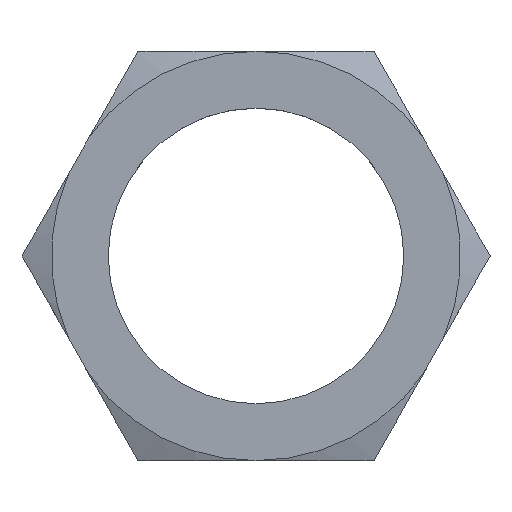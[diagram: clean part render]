
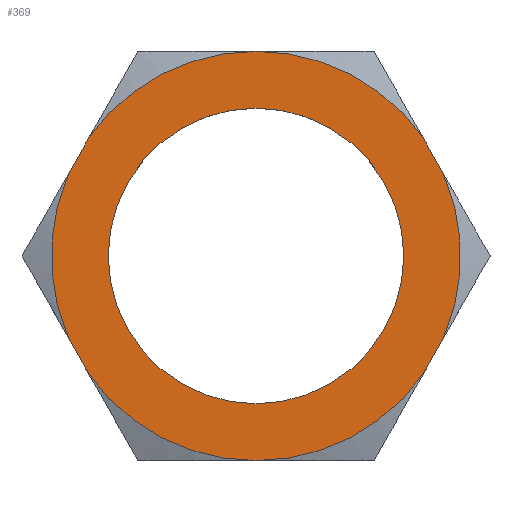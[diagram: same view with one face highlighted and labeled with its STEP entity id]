
A CAD part, top view. The second image highlights one B-rep face of the part: STEP entity #369.
In plain terms, the highlighted planar face has unit normal (0, 0, 1).
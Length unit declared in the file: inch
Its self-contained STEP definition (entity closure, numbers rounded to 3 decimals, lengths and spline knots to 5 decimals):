
#15=LINE($,#540,#29);
#18=LINE($,#562,#32);
#23=LINE($,#592,#37);
#26=LINE($,#629,#40);
#29=VECTOR($,#428,0.05483);
#32=VECTOR($,#433,0.05483);
#37=VECTOR($,#440,0.05483);
#40=VECTOR($,#447,0.05483);
#72=PLANE($,#409);
#78=FACE_BOUND($,#124,.T.);
#79=FACE_BOUND($,#125,.T.);
#124=EDGE_LOOP($,(#324));
#125=EDGE_LOOP($,(#325,#326,#327,#328,#329,#330,#331,#332,#333,#334));
#128=CIRCLE($,#377,0.19894);
#135=CIRCLE($,#397,0.2755);
#136=CIRCLE($,#399,0.2755);
#137=CIRCLE($,#401,0.2755);
#138=CIRCLE($,#403,0.2755);
#139=CIRCLE($,#405,0.2755);
#140=CIRCLE($,#407,0.2755);
#143=VERTEX_POINT($,#507);
#147=VERTEX_POINT($,#517);
#151=VERTEX_POINT($,#535);
#152=VERTEX_POINT($,#539);
#157=VERTEX_POINT($,#557);
#158=VERTEX_POINT($,#561);
#166=VERTEX_POINT($,#587);
#167=VERTEX_POINT($,#591);
#170=VERTEX_POINT($,#605);
#174=VERTEX_POINT($,#624);
#175=VERTEX_POINT($,#628);
#178=EDGE_CURVE($,#143,#143,#128,.T.);
#187=EDGE_CURVE($,#152,#151,#15,.T.);
#194=EDGE_CURVE($,#158,#157,#18,.T.);
#204=EDGE_CURVE($,#167,#166,#23,.T.);
#215=EDGE_CURVE($,#175,#174,#26,.T.);
#223=EDGE_CURVE($,#170,#174,#135,.T.);
#224=EDGE_CURVE($,#175,#166,#136,.T.);
#225=EDGE_CURVE($,#158,#170,#137,.T.);
#226=EDGE_CURVE($,#152,#157,#138,.T.);
#227=EDGE_CURVE($,#167,#147,#139,.T.);
#228=EDGE_CURVE($,#147,#151,#140,.T.);
#324=ORIENTED_EDGE($,*,*,#178,.T.);
#325=ORIENTED_EDGE($,*,*,#187,.T.);
#326=ORIENTED_EDGE($,*,*,#228,.F.);
#327=ORIENTED_EDGE($,*,*,#227,.F.);
#328=ORIENTED_EDGE($,*,*,#204,.T.);
#329=ORIENTED_EDGE($,*,*,#224,.F.);
#330=ORIENTED_EDGE($,*,*,#215,.T.);
#331=ORIENTED_EDGE($,*,*,#223,.F.);
#332=ORIENTED_EDGE($,*,*,#225,.F.);
#333=ORIENTED_EDGE($,*,*,#194,.T.);
#334=ORIENTED_EDGE($,*,*,#226,.F.);
#369=ADVANCED_FACE($,(#78,#79),#72,.T.);
#377=AXIS2_PLACEMENT_3D($,#508,#420,#421);
#397=AXIS2_PLACEMENT_3D($,#646,#474,#475);
#399=AXIS2_PLACEMENT_3D($,#648,#478,#479);
#401=AXIS2_PLACEMENT_3D($,#650,#482,#483);
#403=AXIS2_PLACEMENT_3D($,#652,#486,#487);
#405=AXIS2_PLACEMENT_3D($,#654,#490,#491);
#407=AXIS2_PLACEMENT_3D($,#656,#494,#495);
#409=AXIS2_PLACEMENT_3D($,#658,#498,#499);
#420=DIRECTION('center_axis',(0.,0.,-1.));
#421=DIRECTION('ref_axis',(-1.,0.,0.));
#428=DIRECTION($,(-0.493,0.87,0.));
#433=DIRECTION($,(0.493,0.87,0.));
#440=DIRECTION($,(-0.493,-0.87,0.));
#447=DIRECTION($,(0.493,-0.87,0.));
#474=DIRECTION('center_axis',(0.,0.,-1.));
#475=DIRECTION('ref_axis',(0.,1.,0.));
#478=DIRECTION('center_axis',(0.,0.,-1.));
#479=DIRECTION('ref_axis',(0.,1.,0.));
#482=DIRECTION('center_axis',(0.,0.,-1.));
#483=DIRECTION('ref_axis',(0.,1.,0.));
#486=DIRECTION('center_axis',(0.,0.,-1.));
#487=DIRECTION('ref_axis',(0.,1.,0.));
#490=DIRECTION('center_axis',(0.,0.,-1.));
#491=DIRECTION('ref_axis',(0.,1.,0.));
#494=DIRECTION('center_axis',(0.,0.,-1.));
#495=DIRECTION('ref_axis',(0.,1.,0.));
#498=DIRECTION('center_axis',(0.,0.,1.));
#499=DIRECTION('ref_axis',(1.,0.,0.));
#507=CARTESIAN_POINT('',(-0.19894,0.,0.0395));
#508=CARTESIAN_POINT('Origin',(0.,0.,0.0395));
#517=CARTESIAN_POINT('',(0.,0.2755,0.0395));
#535=CARTESIAN_POINT('',(0.22506,0.15889,0.0395));
#539=CARTESIAN_POINT('',(0.25207,0.11117,0.0395));
#540=CARTESIAN_POINT($,(0.16929,0.25743,0.0395));
#557=CARTESIAN_POINT('',(0.25207,-0.11117,0.0395));
#561=CARTESIAN_POINT('',(0.22506,-0.15889,0.0395));
#562=CARTESIAN_POINT($,(0.30631,-0.01535,0.0395));
#587=CARTESIAN_POINT('',(-0.25207,0.11117,0.0395));
#591=CARTESIAN_POINT('',(-0.22506,0.15889,0.0395));
#592=CARTESIAN_POINT($,(-0.24726,0.11968,0.0395));
#605=CARTESIAN_POINT('',(0.,-0.2755,0.0395));
#624=CARTESIAN_POINT('',(-0.22506,-0.15889,0.0395));
#628=CARTESIAN_POINT('',(-0.25207,-0.11117,0.0395));
#629=CARTESIAN_POINT($,(-0.22834,-0.1531,0.0395));
#646=CARTESIAN_POINT('Origin',(0.,0.,0.0395));
#648=CARTESIAN_POINT('Origin',(0.,0.,0.0395));
#650=CARTESIAN_POINT('Origin',(0.,0.,0.0395));
#652=CARTESIAN_POINT('Origin',(0.,0.,0.0395));
#654=CARTESIAN_POINT('Origin',(0.,0.,0.0395));
#656=CARTESIAN_POINT('Origin',(0.,0.,0.0395));
#658=CARTESIAN_POINT('Origin',(0.,0.13775,0.0395));
